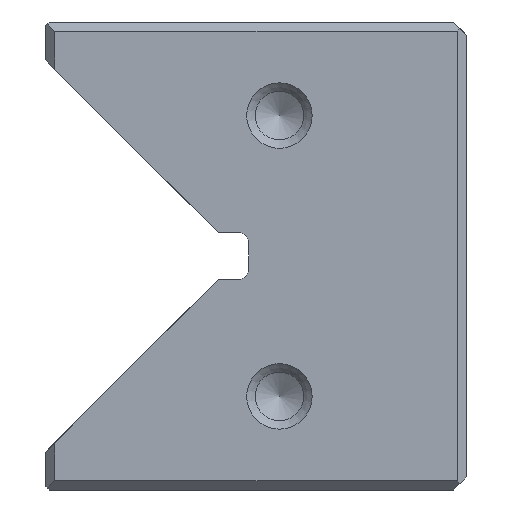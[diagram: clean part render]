
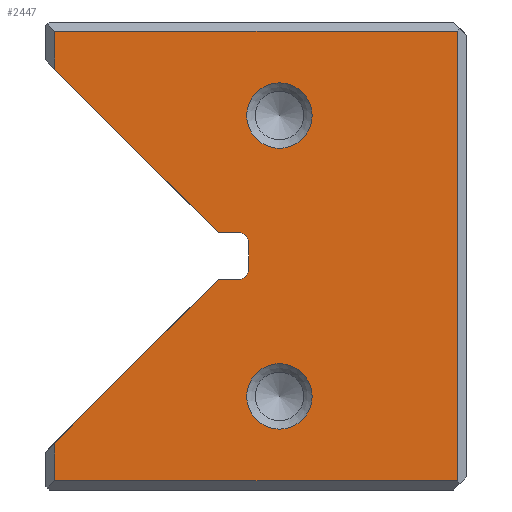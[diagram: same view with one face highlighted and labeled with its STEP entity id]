
A CAD part, left-side view. The second image highlights one B-rep face of the part: STEP entity #2447.
In plain terms, the highlighted planar face has unit normal (-1, 0, 0).
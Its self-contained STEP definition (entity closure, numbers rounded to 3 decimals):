
#2447=ADVANCED_FACE('',(#3286,#3287,#3288),#2801,.T.);
#2801=PLANE('',#8431);
#3033=CIRCLE('',#8427,3.5);
#3034=CIRCLE('',#8428,3.5);
#3035=CIRCLE('',#8429,1.);
#3036=CIRCLE('',#8430,1.);
#3286=FACE_BOUND('',#3420,.T.);
#3287=FACE_BOUND('',#3421,.T.);
#3288=FACE_BOUND('',#3422,.T.);
#3420=EDGE_LOOP('',(#4064));
#3421=EDGE_LOOP('',(#4065));
#3422=EDGE_LOOP('',(#4066,#4067,#4068,#4069,#4070,#4071,#4072,#4073,#4074,
#4075,#4076,#4077));
#4064=ORIENTED_EDGE('',*,*,#6450,.F.);
#4065=ORIENTED_EDGE('',*,*,#6451,.T.);
#4066=ORIENTED_EDGE('',*,*,#6452,.T.);
#4067=ORIENTED_EDGE('',*,*,#6453,.T.);
#4068=ORIENTED_EDGE('',*,*,#6454,.T.);
#4069=ORIENTED_EDGE('',*,*,#6455,.T.);
#4070=ORIENTED_EDGE('',*,*,#6456,.T.);
#4071=ORIENTED_EDGE('',*,*,#6457,.T.);
#4072=ORIENTED_EDGE('',*,*,#6458,.T.);
#4073=ORIENTED_EDGE('',*,*,#6459,.T.);
#4074=ORIENTED_EDGE('',*,*,#6460,.T.);
#4075=ORIENTED_EDGE('',*,*,#6461,.T.);
#4076=ORIENTED_EDGE('',*,*,#6462,.F.);
#4077=ORIENTED_EDGE('',*,*,#6463,.F.);
#5840=VERTEX_POINT('',#10742);
#5841=VERTEX_POINT('',#10744);
#5842=VERTEX_POINT('',#10746);
#5843=VERTEX_POINT('',#10747);
#5844=VERTEX_POINT('',#10749);
#5845=VERTEX_POINT('',#10751);
#5846=VERTEX_POINT('',#10753);
#5847=VERTEX_POINT('',#10755);
#5848=VERTEX_POINT('',#10757);
#5849=VERTEX_POINT('',#10759);
#5850=VERTEX_POINT('',#10761);
#5851=VERTEX_POINT('',#10763);
#5852=VERTEX_POINT('',#10765);
#5853=VERTEX_POINT('',#10767);
#6450=EDGE_CURVE('',#5840,#5840,#3033,.T.);
#6451=EDGE_CURVE('',#5841,#5841,#3034,.T.);
#6452=EDGE_CURVE('',#5842,#5843,#7257,.T.);
#6453=EDGE_CURVE('',#5843,#5844,#7258,.T.);
#6454=EDGE_CURVE('',#5844,#5845,#7259,.T.);
#6455=EDGE_CURVE('',#5845,#5846,#7260,.T.);
#6456=EDGE_CURVE('',#5846,#5847,#7261,.T.);
#6457=EDGE_CURVE('',#5847,#5848,#7262,.T.);
#6458=EDGE_CURVE('',#5848,#5849,#7263,.T.);
#6459=EDGE_CURVE('',#5849,#5850,#3035,.T.);
#6460=EDGE_CURVE('',#5850,#5851,#7264,.T.);
#6461=EDGE_CURVE('',#5851,#5852,#3036,.T.);
#6462=EDGE_CURVE('',#5853,#5852,#7265,.T.);
#6463=EDGE_CURVE('',#5842,#5853,#7266,.T.);
#7257=LINE('',#10745,#7919);
#7258=LINE('',#10748,#7920);
#7259=LINE('',#10750,#7921);
#7260=LINE('',#10752,#7922);
#7261=LINE('',#10754,#7923);
#7262=LINE('',#10756,#7924);
#7263=LINE('',#10758,#7925);
#7264=LINE('',#10762,#7926);
#7265=LINE('',#10766,#7927);
#7266=LINE('',#10768,#7928);
#7919=VECTOR('',#8914,1.);
#7920=VECTOR('',#8915,1.);
#7921=VECTOR('',#8916,1.);
#7922=VECTOR('',#8917,1.);
#7923=VECTOR('',#8918,1.);
#7924=VECTOR('',#8919,1.);
#7925=VECTOR('',#8920,1.);
#7926=VECTOR('',#8923,1.);
#7927=VECTOR('',#8926,1.);
#7928=VECTOR('',#8927,1.);
#8427=AXIS2_PLACEMENT_3D('',#10741,#8910,#8911);
#8428=AXIS2_PLACEMENT_3D('',#10743,#8912,#8913);
#8429=AXIS2_PLACEMENT_3D('',#10760,#8921,#8922);
#8430=AXIS2_PLACEMENT_3D('',#10764,#8924,#8925);
#8431=AXIS2_PLACEMENT_3D('',#10769,#8928,#8929);
#8910=DIRECTION('',(-1.,0.,0.));
#8911=DIRECTION('',(0.,0.,1.));
#8912=DIRECTION('',(1.,0.,0.));
#8913=DIRECTION('',(0.,0.,-1.));
#8914=DIRECTION('',(0.,0.,-1.));
#8915=DIRECTION('',(0.,-1.,0.));
#8916=DIRECTION('',(0.,0.,1.));
#8917=DIRECTION('',(0.,1.,0.));
#8918=DIRECTION('',(0.,0.,-1.));
#8919=DIRECTION('',(0.,-0.707,-0.707));
#8920=DIRECTION('',(0.,-1.,0.));
#8921=DIRECTION('',(1.,0.,0.));
#8922=DIRECTION('',(0.,0.,1.));
#8923=DIRECTION('',(0.,0.,-1.));
#8924=DIRECTION('',(1.,0.,0.));
#8925=DIRECTION('',(0.,0.,1.));
#8926=DIRECTION('',(0.,-1.,0.));
#8927=DIRECTION('',(0.,-0.707,0.707));
#8928=DIRECTION('',(-1.,0.,0.));
#8929=DIRECTION('',(0.,0.,-1.));
#10741=CARTESIAN_POINT('',(0.,20.,40.));
#10742=CARTESIAN_POINT('',(0.,20.,43.5));
#10743=CARTESIAN_POINT('',(0.,20.,10.));
#10744=CARTESIAN_POINT('',(0.,20.,6.5));
#10745=CARTESIAN_POINT('',(0.,44.,0.));
#10746=CARTESIAN_POINT('',(0.,44.,5.048));
#10747=CARTESIAN_POINT('',(0.,44.,1.));
#10748=CARTESIAN_POINT('',(0.,22.5,1.));
#10749=CARTESIAN_POINT('',(0.,1.,1.));
#10750=CARTESIAN_POINT('',(0.,1.,0.));
#10751=CARTESIAN_POINT('',(0.,1.,49.));
#10752=CARTESIAN_POINT('',(0.,22.5,49.));
#10753=CARTESIAN_POINT('',(0.,44.,49.));
#10754=CARTESIAN_POINT('',(0.,44.,0.));
#10755=CARTESIAN_POINT('',(0.,44.,44.952));
#10756=CARTESIAN_POINT('',(0.,45.,45.952));
#10757=CARTESIAN_POINT('',(0.,26.548,27.5));
#10758=CARTESIAN_POINT('',(0.,23.3,27.5));
#10759=CARTESIAN_POINT('',(0.,24.3,27.5));
#10760=CARTESIAN_POINT('',(0.,24.3,26.5));
#10761=CARTESIAN_POINT('',(0.,23.3,26.5));
#10762=CARTESIAN_POINT('',(0.,23.3,27.5));
#10763=CARTESIAN_POINT('',(0.,23.3,23.5));
#10764=CARTESIAN_POINT('',(0.,24.3,23.5));
#10765=CARTESIAN_POINT('',(0.,24.3,22.5));
#10766=CARTESIAN_POINT('',(0.,23.3,22.5));
#10767=CARTESIAN_POINT('',(0.,26.548,22.5));
#10768=CARTESIAN_POINT('',(0.,45.,4.048));
#10769=CARTESIAN_POINT('',(0.,22.5,0.));
